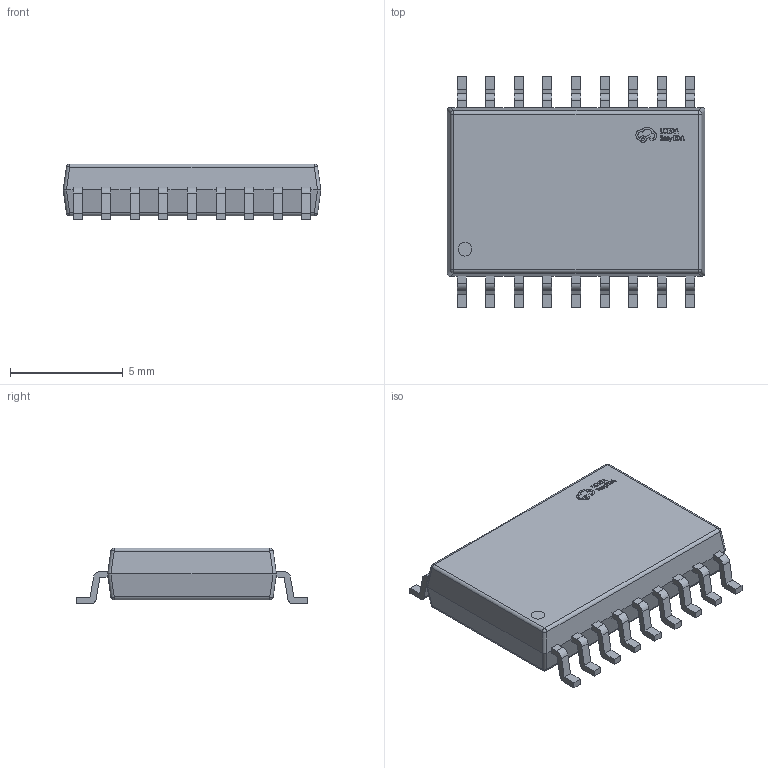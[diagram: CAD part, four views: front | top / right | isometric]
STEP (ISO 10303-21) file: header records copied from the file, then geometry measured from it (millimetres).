
FILE_DESCRIPTION (( 'STEP AP214' ), '1' );
FILE_NAME ('SOP-18_L11.5-W7.5-H2.5-LS10.3-P1.27.STEP', '2022-07-26T01:52:12', ( '' ), ( '' ), 'SwSTEP 2.0', 'SolidWorks 2020', '' );
FILE_SCHEMA (( 'AUTOMOTIVE_DESIGN' ));
Length unit declared in the file: millimetre
Products named in the file (1): SOP-18_L11.5-W7.5-H2.5-LS10.3-P1.27
Bounding box: 11.45 x 10.3 x 2.48 mm (x, y, z)
Volume: 194.9 mm3; surface area: 299.1 mm2
Topology: 1 solids, 1 shells, 536 faces, 1489 edges, 982 vertices
Faces by surface type: plane 344, bspline 112, cylinder 72, sphere 8
Entity records: 24115 total; most frequent: CARTESIAN_POINT 5124, ORIENTED_EDGE 2978, DIRECTION 2243, EDGE_CURVE 1489, LINE 1121, VECTOR 1121, VERTEX_POINT 982, EDGE_LOOP 563
